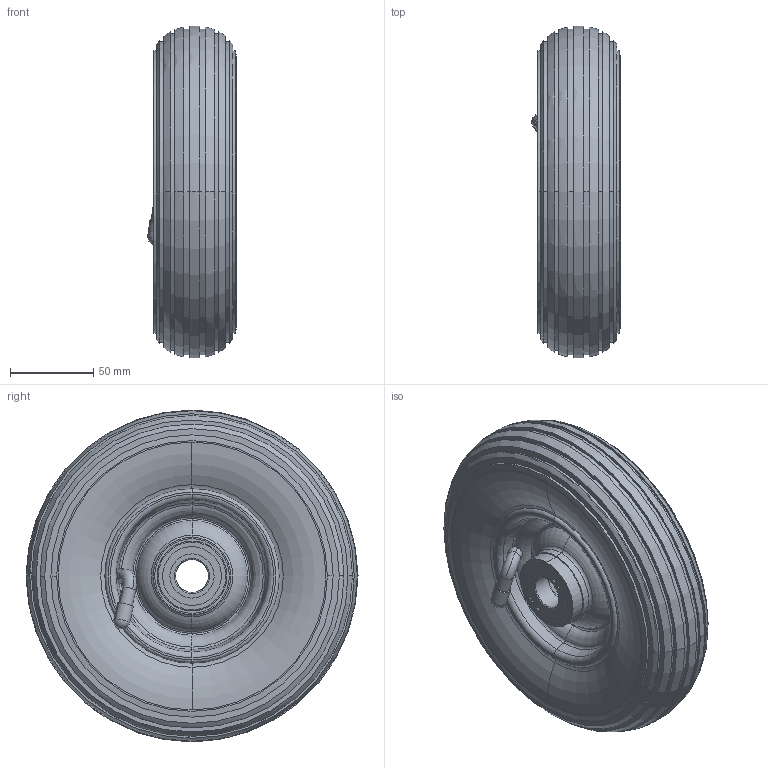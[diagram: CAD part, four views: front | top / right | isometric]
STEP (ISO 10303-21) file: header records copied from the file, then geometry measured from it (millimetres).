
FILE_DESCRIPTION (( 'STEP AP214' ), '1' );
FILE_NAME ('0022841.step', '2023-05-11T09:02:38', ( '' ), ( '' ), 'SwSTEP 2.0', 'SolidWorks 2020', '' );
FILE_SCHEMA (( 'AUTOMOTIVE_DESIGN' ));
Length unit declared in the file: millimetre
Products named in the file (1): 0022841
Bounding box: 53.25 x 200 x 199.97 mm (x, y, z)
Volume: 227507.8 mm3; surface area: 241150.6 mm2
Topology: 9 solids, 11 shells, 293 faces, 615 edges, 368 vertices
Faces by surface type: torus 100, cylinder 88, plane 50, cone 30, bspline 24, sphere 1
Entity records: 11837 total; most frequent: CARTESIAN_POINT 2029, DIRECTION 1559, ORIENTED_EDGE 1224, AXIS2_PLACEMENT_3D 721, EDGE_CURVE 612, CIRCLE 451, VERTEX_POINT 366, EDGE_LOOP 342
